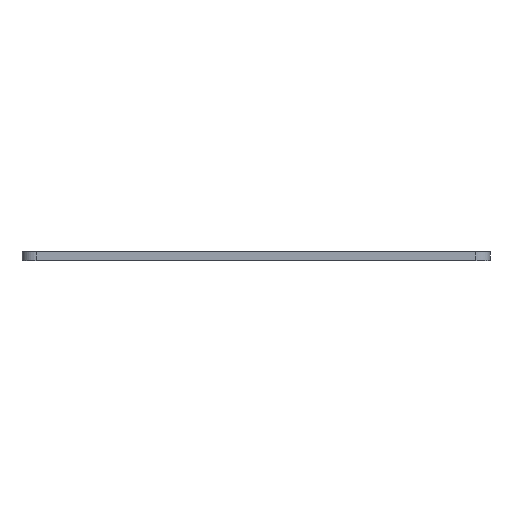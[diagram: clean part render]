
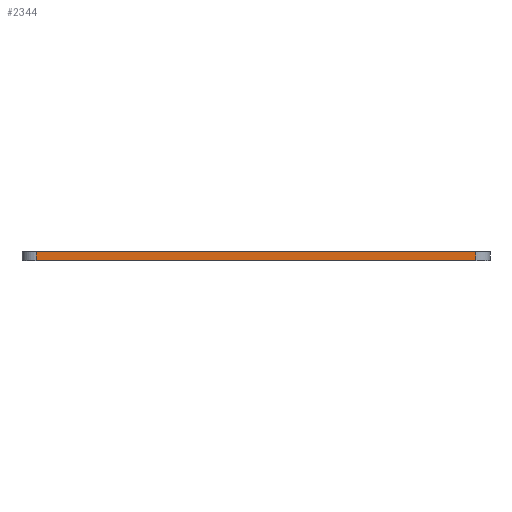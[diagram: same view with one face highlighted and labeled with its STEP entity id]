
A CAD part, front view. The second image highlights one B-rep face of the part: STEP entity #2344.
In plain terms, the highlighted planar face has unit normal (0, -1, 0).
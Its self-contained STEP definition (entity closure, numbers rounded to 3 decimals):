
#44 = DIRECTION ( 'NONE',  ( 1., 0., 0. ) ) ;
#83 = EDGE_CURVE ( 'NONE', #1510, #1417, #1013, .T. ) ;
#118 = EDGE_CURVE ( 'NONE', #2063, #1417, #457, .T. ) ;
#174 = CARTESIAN_POINT ( 'NONE',  ( 77.55, -17.866, 0. ) ) ;
#282 = CARTESIAN_POINT ( 'NONE',  ( -82.55, -17.866, -3.175 ) ) ;
#300 = EDGE_CURVE ( 'NONE', #2261, #2063, #327, .T. ) ;
#327 = LINE ( 'NONE', #2001, #1789 ) ;
#370 = FACE_OUTER_BOUND ( 'NONE', #1653, .T. ) ;
#454 = AXIS2_PLACEMENT_3D ( 'NONE', #2263, #1699, #44 ) ;
#457 = LINE ( 'NONE', #1203, #515 ) ;
#515 = VECTOR ( 'NONE', #1173, 1000. ) ;
#588 = PLANE ( 'NONE',  #454 ) ;
#685 = LINE ( 'NONE', #2377, #2132 ) ;
#697 = EDGE_CURVE ( 'NONE', #1510, #2261, #685, .T. ) ;
#719 = ORIENTED_EDGE ( 'NONE', *, *, #118, .T. ) ;
#923 = ORIENTED_EDGE ( 'NONE', *, *, #697, .T. ) ;
#1013 = LINE ( 'NONE', #282, #1602 ) ;
#1071 = DIRECTION ( 'NONE',  ( -1., 0., 0. ) ) ;
#1173 = DIRECTION ( 'NONE',  ( 0., 0., -1. ) ) ;
#1190 = ORIENTED_EDGE ( 'NONE', *, *, #83, .F. ) ;
#1203 = CARTESIAN_POINT ( 'NONE',  ( -77.55, -17.866, -3.175 ) ) ;
#1417 = VERTEX_POINT ( 'NONE', #2370 ) ;
#1510 = VERTEX_POINT ( 'NONE', #1921 ) ;
#1602 = VECTOR ( 'NONE', #2101, 1000. ) ;
#1653 = EDGE_LOOP ( 'NONE', ( #2078, #719, #1190, #923 ) ) ;
#1699 = DIRECTION ( 'NONE',  ( 0., 1., 0. ) ) ;
#1789 = VECTOR ( 'NONE', #1071, 1000. ) ;
#1921 = CARTESIAN_POINT ( 'NONE',  ( 77.55, -17.866, -3.175 ) ) ;
#2001 = CARTESIAN_POINT ( 'NONE',  ( -82.55, -17.866, 0. ) ) ;
#2063 = VERTEX_POINT ( 'NONE', #2327 ) ;
#2078 = ORIENTED_EDGE ( 'NONE', *, *, #300, .T. ) ;
#2101 = DIRECTION ( 'NONE',  ( -1., 0., 0. ) ) ;
#2132 = VECTOR ( 'NONE', #2201, 1000. ) ;
#2201 = DIRECTION ( 'NONE',  ( 0., 0., 1. ) ) ;
#2261 = VERTEX_POINT ( 'NONE', #174 ) ;
#2263 = CARTESIAN_POINT ( 'NONE',  ( -82.55, -17.866, -3.175 ) ) ;
#2327 = CARTESIAN_POINT ( 'NONE',  ( -77.55, -17.866, 0. ) ) ;
#2344 = ADVANCED_FACE ( 'NONE', ( #370 ), #588, .F. ) ;
#2370 = CARTESIAN_POINT ( 'NONE',  ( -77.55, -17.866, -3.175 ) ) ;
#2377 = CARTESIAN_POINT ( 'NONE',  ( 77.55, -17.866, -3.175 ) ) ;
